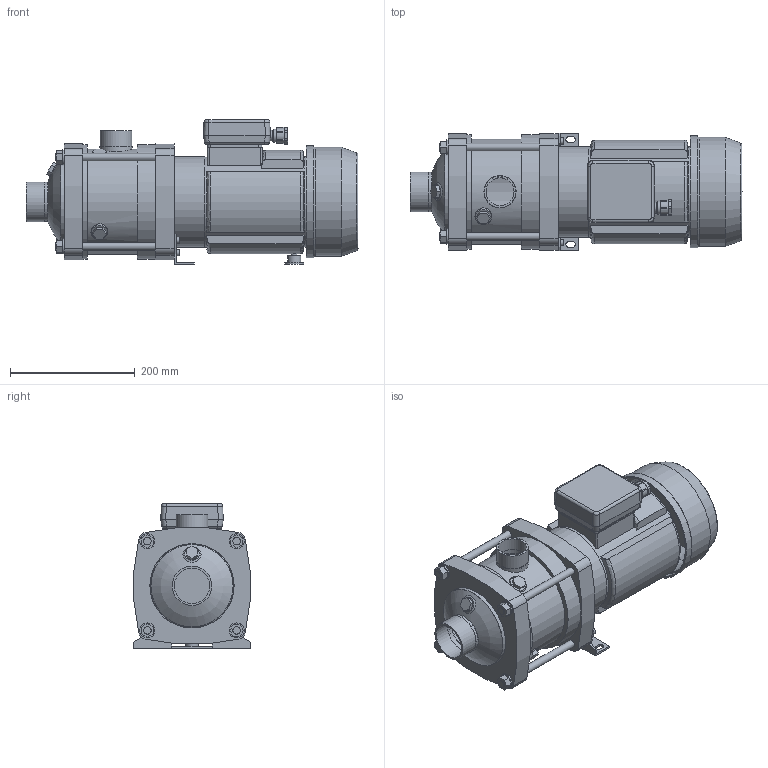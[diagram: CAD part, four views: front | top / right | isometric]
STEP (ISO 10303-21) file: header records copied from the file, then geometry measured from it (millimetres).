
FILE_DESCRIPTION(/* description */ ('-'),/* implementation_level */ '2;1');
FILE_NAME(/* name */ 'EH 20 [2-3] T',/* time_stamp */ '2017-03-20T08:51:52+01:00',/* author */ ('Simonelli M.'),/* organization */ ('Franklin Electric'),/* preprocessor_version */ 'ST-DEVELOPER v16.7',/* originating_system */ 'DEX',/* authorisation */ $);
FILE_SCHEMA (('AUTOMOTIVE_DESIGN {1 0 10303 214 3 1 1}'));
Length unit declared in the file: millimetre
Products named in the file (17): EH 20 [2-3] T; Flangia motore Quadra M90; Camicia EH 15.20-2-3; Motore MEC 90 - T; carcassa MEC 90; Copriventola MEC 90; Ghiera PG13,5 cod. SAV.GHI.20; Basetta MEC 80-90-100 T; Piedino MEC 90 int.100; Staffa 15-20 int.100; Flangia precarica; Calotta 15-20; TIRANTE 15-20 [2-3]; RONDELLA M12; DADO M12; Manicotto 2''; Manicotto 1''ｽ
Assembly tree (23 placements, depth 3):
  EH 20 [2-3] T
    Flangia motore Quadra M90
    Camicia EH 15.20-2-3
    Motore MEC 90 - T
      carcassa MEC 90
      Copriventola MEC 90
      Ghiera PG13,5 cod. SAV.GHI.20
      Basetta MEC 80-90-100 T
    Piedino MEC 90 int.100
    Staffa 15-20 int.100
    Flangia precarica
    Calotta 15-20
    TIRANTE 15-20 [2-3]  x4
    RONDELLA M12  x4
    DADO M12  x4
  Manicotto 2''
  Manicotto 1''ｽ
Bounding box: 531.85 x 188 x 231.5 mm (x, y, z)
Volume: 4411993.5 mm3; surface area: 839960.3 mm2
Topology: 24 solids, 24 shells, 406 faces, 931 edges, 617 vertices
Faces by surface type: plane 216, cylinder 150, cone 21, torus 9, bspline 8, sphere 2
Full cylindrical faces by diameter (mm): 10 x5, 12 x16, 12.5 x2, 13 x5, 17 x1, 19.73 x1, 20.4 x1, 21 x1, 24 x4, 30 x1, 44.845 x2, 48.4 x1, 48.5 x1, 50.8 x1, 51.5 x1, 56.656 x2, 60 x2, 63 x1, 63.3 x1, 131 x1, 134 x1, 135 x2, 140 x3, 145 x2, 160 x2, 165.3 x1, 168.3 x1, 168.4 x2, 169.5 x1, 174.1 x1
Entity records: 13946 total; most frequent: CARTESIAN_POINT 4716, DIRECTION 1747, ORIENTED_EDGE 1462, EDGE_CURVE 731, AXIS2_PLACEMENT_3D 690, VERTEX_POINT 525, EDGE_LOOP 516, FACE_BOUND 516
